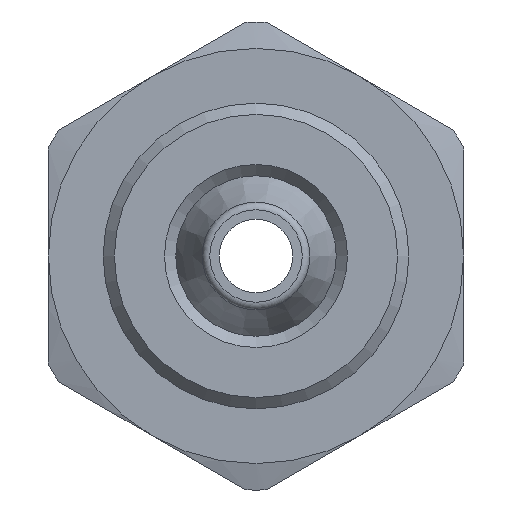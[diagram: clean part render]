
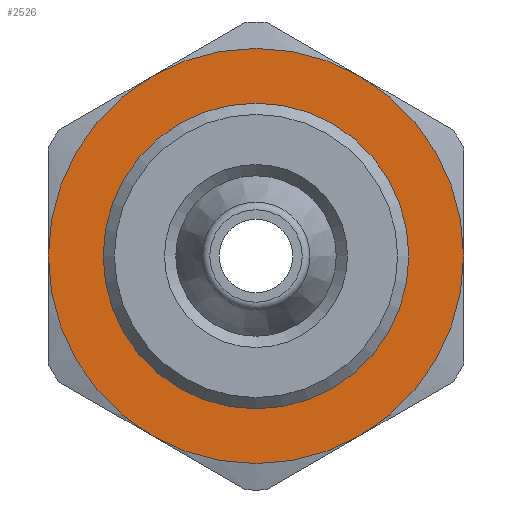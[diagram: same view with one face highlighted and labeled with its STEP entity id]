
A CAD part, left-side view. The second image highlights one B-rep face of the part: STEP entity #2526.
In plain terms, the highlighted planar face has unit normal (-1, 0, 0).
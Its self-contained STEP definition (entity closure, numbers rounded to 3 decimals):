
#1608=CARTESIAN_POINT('',(0.,2.75,-4.763));
#1609=VERTEX_POINT('',#1608);
#1692=CARTESIAN_POINT('',(0.,-2.75,-4.763));
#1693=VERTEX_POINT('',#1692);
#1776=CARTESIAN_POINT('',(0.,-5.5,0.));
#1777=VERTEX_POINT('',#1776);
#1860=CARTESIAN_POINT('',(0.,-2.75,4.763));
#1861=VERTEX_POINT('',#1860);
#1944=CARTESIAN_POINT('',(0.,2.75,4.763));
#1945=VERTEX_POINT('',#1944);
#2305=CARTESIAN_POINT('',(0.0,5.5,0.0));
#2306=VERTEX_POINT('',#2305);
#2307=CARTESIAN_POINT('',(0.,0.,0.0));
#2308=DIRECTION('',(1.0,0.0,0.0));
#2309=DIRECTION('',(0.0,1.0,0.0));
#2310=AXIS2_PLACEMENT_3D('',#2307,#2308,#2309);
#2311=CIRCLE('',#2310,5.5);
#2312=EDGE_CURVE('',#1609,#2306,#2311,.T.);
#2351=CARTESIAN_POINT('',(0.,0.,0.0));
#2352=DIRECTION('',(1.0,0.0,0.0));
#2353=DIRECTION('',(0.0,1.0,0.0));
#2354=AXIS2_PLACEMENT_3D('',#2351,#2352,#2353);
#2355=CIRCLE('',#2354,5.5);
#2356=EDGE_CURVE('',#2306,#1945,#2355,.T.);
#2369=CARTESIAN_POINT('',(0.,0.,0.0));
#2370=DIRECTION('',(1.0,0.0,0.0));
#2371=DIRECTION('',(0.0,1.0,0.0));
#2372=AXIS2_PLACEMENT_3D('',#2369,#2370,#2371);
#2373=CIRCLE('',#2372,5.5);
#2374=EDGE_CURVE('',#1945,#1861,#2373,.T.);
#2387=CARTESIAN_POINT('',(0.,0.,0.0));
#2388=DIRECTION('',(1.0,0.0,0.0));
#2389=DIRECTION('',(0.0,1.0,0.0));
#2390=AXIS2_PLACEMENT_3D('',#2387,#2388,#2389);
#2391=CIRCLE('',#2390,5.5);
#2392=EDGE_CURVE('',#1861,#1777,#2391,.T.);
#2405=CARTESIAN_POINT('',(0.,0.,0.0));
#2406=DIRECTION('',(1.0,0.0,0.0));
#2407=DIRECTION('',(0.0,1.0,0.0));
#2408=AXIS2_PLACEMENT_3D('',#2405,#2406,#2407);
#2409=CIRCLE('',#2408,5.5);
#2410=EDGE_CURVE('',#1777,#1693,#2409,.T.);
#2443=CARTESIAN_POINT('',(0.,0.,0.0));
#2444=DIRECTION('',(1.0,0.0,0.0));
#2445=DIRECTION('',(0.0,1.0,0.0));
#2446=AXIS2_PLACEMENT_3D('',#2443,#2444,#2445);
#2447=CIRCLE('',#2446,5.5);
#2448=EDGE_CURVE('',#1693,#1609,#2447,.T.);
#2495=CARTESIAN_POINT('',(0.,3.23,0.0));
#2496=VERTEX_POINT('',#2495);
#2497=CARTESIAN_POINT('',(0.,0.,0.0));
#2498=DIRECTION('',(1.0,0.0,0.0));
#2499=DIRECTION('',(0.0,1.0,0.0));
#2500=AXIS2_PLACEMENT_3D('',#2497,#2498,#2499);
#2501=CIRCLE('',#2500,3.23);
#2502=EDGE_CURVE('',#2496,#2496,#2501,.T.);
#2510=CARTESIAN_POINT('',(0.,4.365,0.0));
#2511=DIRECTION('',(-1.0,0.0,0.0));
#2512=DIRECTION('',(0.0,0.0,1.0));
#2513=AXIS2_PLACEMENT_3D('',#2510,#2511,#2512);
#2514=PLANE('',#2513);
#2515=ORIENTED_EDGE('',*,*,#2356,.F.);
#2516=ORIENTED_EDGE('',*,*,#2312,.F.);
#2517=ORIENTED_EDGE('',*,*,#2448,.F.);
#2518=ORIENTED_EDGE('',*,*,#2410,.F.);
#2519=ORIENTED_EDGE('',*,*,#2392,.F.);
#2520=ORIENTED_EDGE('',*,*,#2374,.F.);
#2521=EDGE_LOOP('',(#2515,#2516,#2517,#2518,#2519,#2520));
#2522=FACE_OUTER_BOUND('',#2521,.T.);
#2523=ORIENTED_EDGE('',*,*,#2502,.T.);
#2524=EDGE_LOOP('',(#2523));
#2525=FACE_BOUND('',#2524,.T.);
#2526=ADVANCED_FACE('',(#2522,#2525),#2514,.T.);
